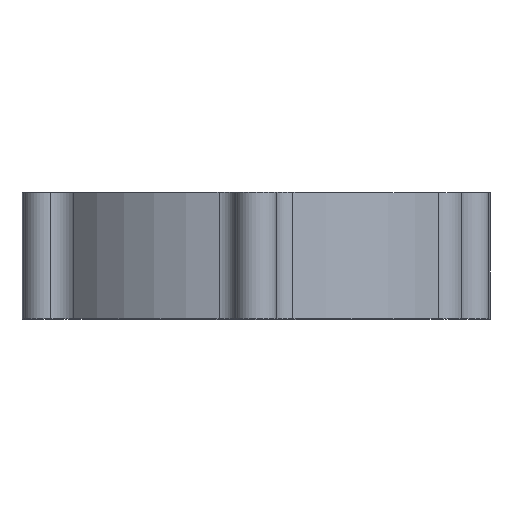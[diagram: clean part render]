
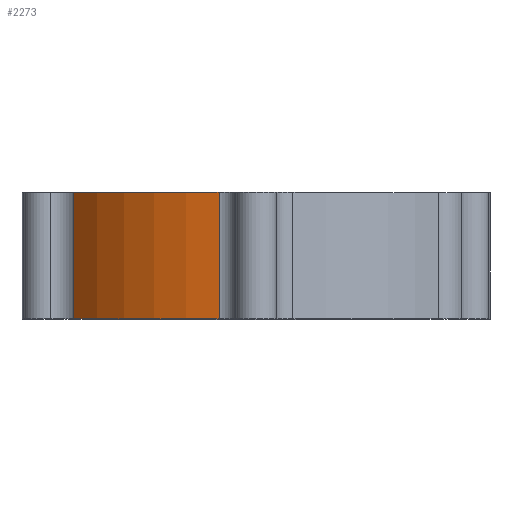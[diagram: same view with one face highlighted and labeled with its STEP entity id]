
A CAD part, top view. The second image highlights one B-rep face of the part: STEP entity #2273.
In plain terms, the highlighted cylindrical face has radius 46 mm (diameter 92 mm), a partial arc.
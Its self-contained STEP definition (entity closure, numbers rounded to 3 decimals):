
#343 = ORIENTED_EDGE ( 'NONE', *, *, #8774, .F. ) ;
#373 = AXIS2_PLACEMENT_3D ( 'NONE', #7784, #9260, #5389 ) ;
#523 = CARTESIAN_POINT ( 'NONE',  ( -7.25, 0., 45.425 ) ) ;
#530 = DIRECTION ( 'NONE',  ( 0., -1., 0. ) ) ;
#545 = DIRECTION ( 'NONE',  ( 0., 1., 0. ) ) ;
#672 = FACE_OUTER_BOUND ( 'NONE', #7872, .T. ) ;
#812 = VERTEX_POINT ( 'NONE', #2230 ) ;
#921 = DIRECTION ( 'NONE',  ( 0., 0., 1. ) ) ;
#1445 = CARTESIAN_POINT ( 'NONE',  ( -35.714, 0., 28.992 ) ) ;
#1799 = CARTESIAN_POINT ( 'NONE',  ( -7.25, -24.75, 45.425 ) ) ;
#2097 = VECTOR ( 'NONE', #545, 1000. ) ;
#2230 = CARTESIAN_POINT ( 'NONE',  ( -35.714, -24.75, 28.992 ) ) ;
#2261 = EDGE_CURVE ( 'NONE', #2753, #812, #2956, .T. ) ;
#2273 = ADVANCED_FACE ( 'NONE', ( #672 ), #9829, .T. ) ;
#2753 = VERTEX_POINT ( 'NONE', #1445 ) ;
#2956 = LINE ( 'NONE', #6059, #3085 ) ;
#3085 = VECTOR ( 'NONE', #530, 1000. ) ;
#3437 = ORIENTED_EDGE ( 'NONE', *, *, #2261, .T. ) ;
#3656 = VERTEX_POINT ( 'NONE', #523 ) ;
#3763 = DIRECTION ( 'NONE',  ( 0., 0., 1. ) ) ;
#3859 = CARTESIAN_POINT ( 'NONE',  ( 0., 0., 0. ) ) ;
#4479 = ORIENTED_EDGE ( 'NONE', *, *, #4908, .T. ) ;
#4908 = EDGE_CURVE ( 'NONE', #8049, #3656, #9746, .T. ) ;
#5107 = CARTESIAN_POINT ( 'NONE',  ( -7.25, -24.75, 45.425 ) ) ;
#5389 = DIRECTION ( 'NONE',  ( 0., 0., 1. ) ) ;
#6059 = CARTESIAN_POINT ( 'NONE',  ( -35.714, -24.75, 28.992 ) ) ;
#6363 = DIRECTION ( 'NONE',  ( 0., 1., 0. ) ) ;
#7784 = CARTESIAN_POINT ( 'NONE',  ( 0., -24.75, 0. ) ) ;
#7872 = EDGE_LOOP ( 'NONE', ( #8544, #4479, #343, #3437 ) ) ;
#8049 = VERTEX_POINT ( 'NONE', #1799 ) ;
#8284 = AXIS2_PLACEMENT_3D ( 'NONE', #9066, #8392, #3763 ) ;
#8319 = AXIS2_PLACEMENT_3D ( 'NONE', #3859, #6363, #921 ) ;
#8392 = DIRECTION ( 'NONE',  ( 0., 1., 0. ) ) ;
#8544 = ORIENTED_EDGE ( 'NONE', *, *, #8777, .T. ) ;
#8774 = EDGE_CURVE ( 'NONE', #2753, #3656, #9464, .T. ) ;
#8777 = EDGE_CURVE ( 'NONE', #812, #8049, #9134, .T. ) ;
#9066 = CARTESIAN_POINT ( 'NONE',  ( 0., -24.75, 0. ) ) ;
#9134 = CIRCLE ( 'NONE', #373, 46. ) ;
#9260 = DIRECTION ( 'NONE',  ( 0., 1., 0. ) ) ;
#9464 = CIRCLE ( 'NONE', #8319, 46. ) ;
#9746 = LINE ( 'NONE', #5107, #2097 ) ;
#9829 = CYLINDRICAL_SURFACE ( 'NONE', #8284, 46. ) ;
